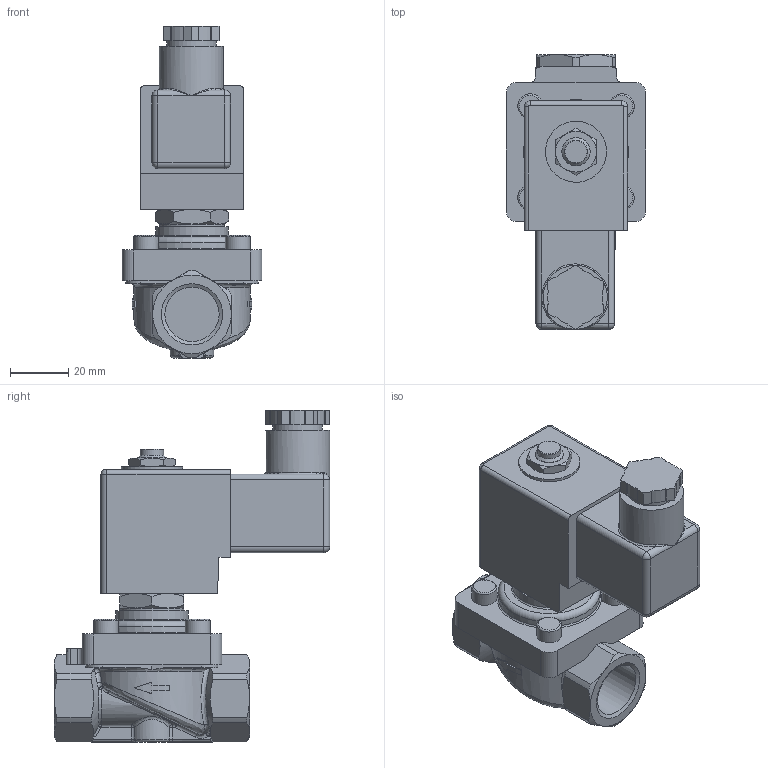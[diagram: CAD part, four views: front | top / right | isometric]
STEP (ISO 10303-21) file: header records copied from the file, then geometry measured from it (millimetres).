
FILE_DESCRIPTION(/* description */ ('3D-Modell'),/* implementation_level */ '2;1');
FILE_NAME(/* name */ '4323-.012.stp',/* time_stamp */ '2019-10-21T07:18:16+02:00',/* author */ ('EFast'),/* organization */ (''),/* preprocessor_version */ 'ST-DEVELOPER v16.1',/* originating_system */ 'Autodesk Inventor 2016',/* authorisation */ '');
FILE_SCHEMA (('AUTOMOTIVE_DESIGN { 1 0 10303 214 3 1 1 }'));
Length unit declared in the file: millimetre
Products named in the file (1): 88-003180
Bounding box: 48 x 94.5 x 114 mm (x, y, z)
Volume: 168599.2 mm3; surface area: 30071.1 mm2
Topology: 1 solids, 1 shells, 341 faces, 844 edges, 513 vertices
Faces by surface type: plane 129, cylinder 86, cone 52, bspline 46, torus 18, sphere 10
Full cylindrical faces by diameter (mm): 3.242 x2, 8 x1, 8.5 x4, 9.73 x1, 17 x1, 18.631 x2, 21 x1, 22 x2, 25 x1, 35 x1
Entity records: 11405 total; most frequent: CARTESIAN_POINT 4004, ORIENTED_EDGE 1584, DIRECTION 1459, EDGE_CURVE 792, AXIS2_PLACEMENT_3D 579, VERTEX_POINT 502, EDGE_LOOP 390, FACE_OUTER_BOUND 341
